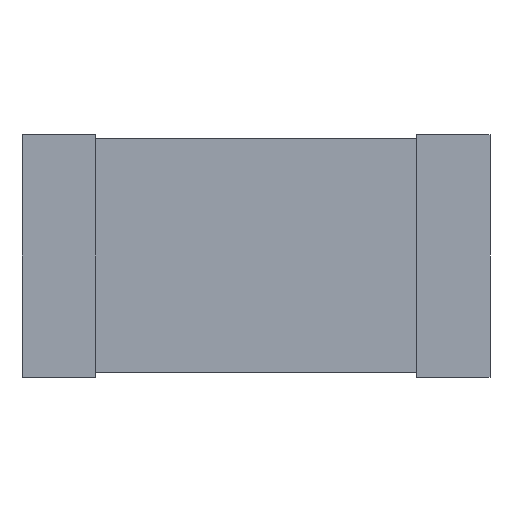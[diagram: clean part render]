
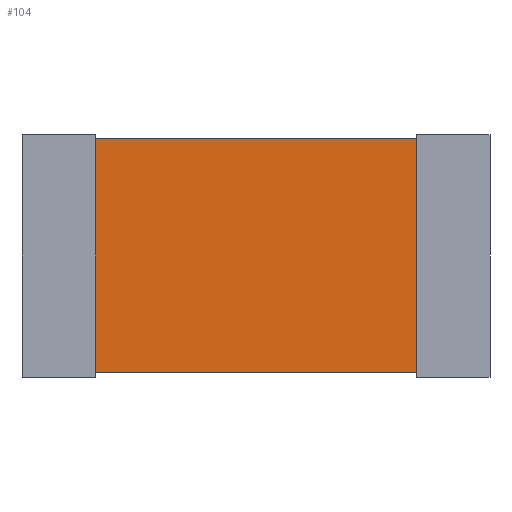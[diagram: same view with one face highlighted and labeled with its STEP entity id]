
A CAD part, front view. The second image highlights one B-rep face of the part: STEP entity #104.
In plain terms, the highlighted planar face has unit normal (0, -1, 0).
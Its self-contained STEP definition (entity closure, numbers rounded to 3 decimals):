
#45 = ORIENTED_EDGE ( 'NONE', *, *, #89, .F. ) ;
#46 = ORIENTED_EDGE ( 'NONE', *, *, #47, .F. ) ;
#47 = EDGE_CURVE ( 'NONE', #96, #97, #302, .T. ) ;
#48 = ORIENTED_EDGE ( 'NONE', *, *, #95, .F. ) ;
#57 = VERTEX_POINT ( 'NONE', #317 ) ;
#89 = EDGE_CURVE ( 'NONE', #97, #57, #446, .T. ) ;
#91 = VERTEX_POINT ( 'NONE', #357 ) ;
#95 = EDGE_CURVE ( 'NONE', #91, #96, #349, .T. ) ;
#96 = VERTEX_POINT ( 'NONE', #345 ) ;
#97 = VERTEX_POINT ( 'NONE', #344 ) ;
#104 = ADVANCED_FACE ( 'NONE', ( #464 ), #379, .F. ) ;
#105 = ORIENTED_EDGE ( 'NONE', *, *, #106, .F. ) ;
#106 = EDGE_CURVE ( 'NONE', #57, #91, #378, .T. ) ;
#107 = EDGE_LOOP ( 'NONE', ( #105, #45, #46, #48 ) ) ;
#299 = DIRECTION ( 'NONE',  ( 0., 0., 1. ) ) ;
#300 = VECTOR ( 'NONE', #299, 1000. ) ;
#301 = CARTESIAN_POINT ( 'NONE',  ( -1.1, 0., 0.8 ) ) ;
#302 = LINE ( 'NONE', #301, #300 ) ;
#317 = CARTESIAN_POINT ( 'NONE',  ( 1.1, 0., 0.8 ) ) ;
#344 = CARTESIAN_POINT ( 'NONE',  ( -1.1, 0., 0.8 ) ) ;
#345 = CARTESIAN_POINT ( 'NONE',  ( -1.1, 0., -0.8 ) ) ;
#346 = DIRECTION ( 'NONE',  ( -1., 0., 0. ) ) ;
#347 = VECTOR ( 'NONE', #346, 1000. ) ;
#348 = CARTESIAN_POINT ( 'NONE',  ( -1.6, 0., -0.8 ) ) ;
#349 = LINE ( 'NONE', #348, #347 ) ;
#357 = CARTESIAN_POINT ( 'NONE',  ( 1.1, 0., -0.8 ) ) ;
#375 = DIRECTION ( 'NONE',  ( 0., 1., 0. ) ) ;
#376 = CARTESIAN_POINT ( 'NONE',  ( -1.6, 0., 0.8 ) ) ;
#377 = AXIS2_PLACEMENT_3D ( 'NONE', #376, #375, #493 ) ;
#378 = LINE ( 'NONE', #491, #490 ) ;
#379 = PLANE ( 'NONE',  #377 ) ;
#444 = VECTOR ( 'NONE', #497, 1000. ) ;
#445 = CARTESIAN_POINT ( 'NONE',  ( -1.6, 0., 0.8 ) ) ;
#446 = LINE ( 'NONE', #445, #444 ) ;
#464 = FACE_OUTER_BOUND ( 'NONE', #107, .T. ) ;
#489 = DIRECTION ( 'NONE',  ( 0., 0., -1. ) ) ;
#490 = VECTOR ( 'NONE', #489, 1000. ) ;
#491 = CARTESIAN_POINT ( 'NONE',  ( 1.1, 0., 0.8 ) ) ;
#493 = DIRECTION ( 'NONE',  ( 0., 0., 1. ) ) ;
#497 = DIRECTION ( 'NONE',  ( 1., 0., 0. ) ) ;
